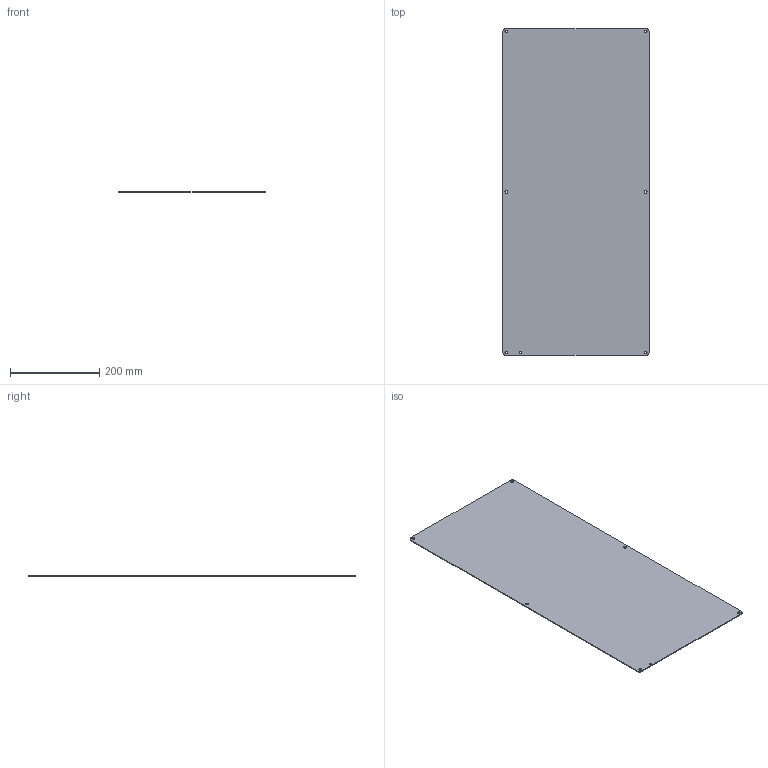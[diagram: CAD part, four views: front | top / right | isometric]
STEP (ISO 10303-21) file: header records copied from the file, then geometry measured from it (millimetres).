
FILE_DESCRIPTION (( 'STEP AP203' ), '1' );
FILE_NAME ('SCE-16P30C.step', '2021-01-08T15:33:27', ( 'ADC123' ), ( 'Microsoft' ), 'SwSTEP 2.0', 'SolidWorks 2019', '' );
FILE_SCHEMA (( 'CONFIG_CONTROL_DESIGN' ));
Length unit declared in the file: inch
Products named in the file (1): SCE-16P30C
Bounding box: 327.02 x 730.25 x 1.91 mm (x, y, z)
Volume: 454459.2 mm3; surface area: 481391.1 mm2
Topology: 1 solids, 1 shells, 17 faces, 45 edges, 30 vertices
Faces by surface type: cylinder 11, plane 6
Full cylindrical faces by diameter (mm): 5.544 x1, 6.35 x6
Entity records: 613 total; most frequent: DIRECTION 96, CARTESIAN_POINT 86, ORIENTED_EDGE 76, AXIS2_PLACEMENT_3D 40, EDGE_LOOP 38, EDGE_CURVE 38, VERTEX_POINT 30, FACE_OUTER_BOUND 24
